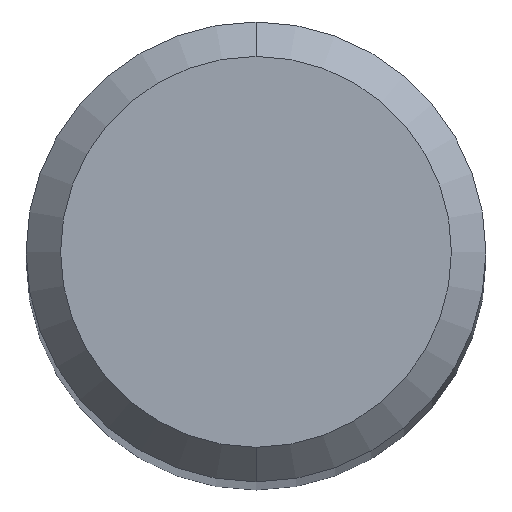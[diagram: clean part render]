
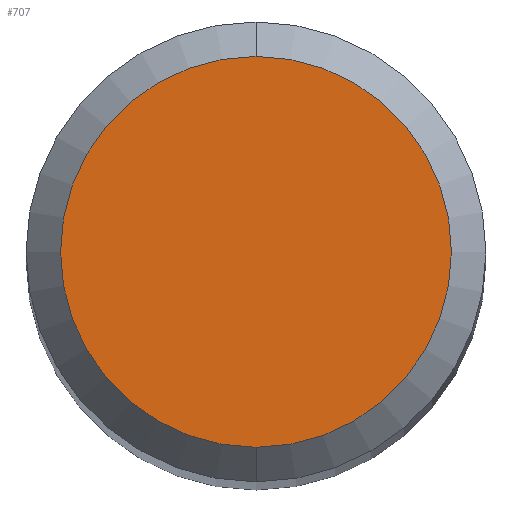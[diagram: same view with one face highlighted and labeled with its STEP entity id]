
A CAD part, top view. The second image highlights one B-rep face of the part: STEP entity #707.
In plain terms, the highlighted planar face has unit normal (0, 0, 1).
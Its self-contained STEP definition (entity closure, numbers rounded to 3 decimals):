
#453=EDGE_CURVE('',#933,#471,#1138,.T.);
#471=VERTEX_POINT('',#1158);
#707=ADVANCED_FACE('',(#1420),#1421,.T.);
#807=EDGE_CURVE('',#471,#933,#1528,.T.);
#933=VERTEX_POINT('',#1664);
#1138=CIRCLE('',#2225,1.7);
#1158=CARTESIAN_POINT('',(0.,-1.7,0.0));
#1420=FACE_OUTER_BOUND('',#3393,.T.);
#1421=PLANE('',#3394);
#1528=CIRCLE('',#3783,1.7);
#1664=CARTESIAN_POINT('',(0.0,1.7,0.0));
#2225=AXIS2_PLACEMENT_3D('',#4872,#4873,#4874);
#3393=EDGE_LOOP('',(#5237,#5238));
#3394=AXIS2_PLACEMENT_3D('',#5239,#5240,#5241);
#3783=AXIS2_PLACEMENT_3D('',#5326,#5327,#5328);
#4872=CARTESIAN_POINT('',(0.0,0.0,0.0));
#4873=DIRECTION('',(0.0,0.0,-1.0));
#4874=DIRECTION('',(0.0,1.0,0.0));
#5237=ORIENTED_EDGE('',*,*,#453,.F.);
#5238=ORIENTED_EDGE('',*,*,#807,.F.);
#5239=CARTESIAN_POINT('',(0.0,0.85,0.0));
#5240=DIRECTION('',(-0.0,0.0,1.0));
#5241=DIRECTION('',(0.0,-1.0,0.0));
#5326=CARTESIAN_POINT('',(0.0,0.0,0.0));
#5327=DIRECTION('',(0.0,0.0,-1.0));
#5328=DIRECTION('',(0.0,1.0,0.0));
